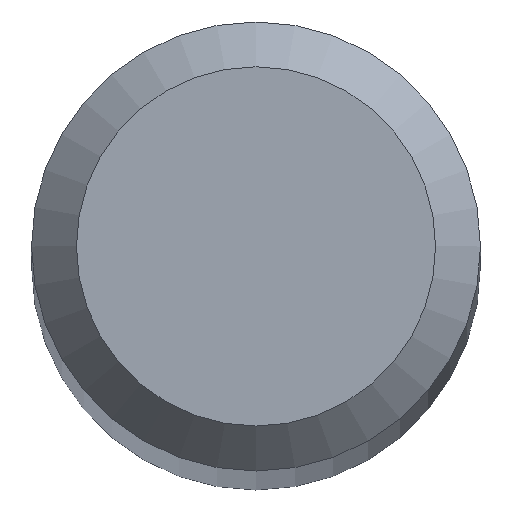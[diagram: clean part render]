
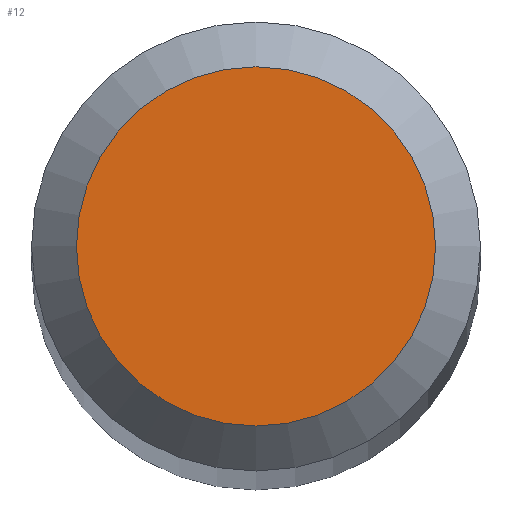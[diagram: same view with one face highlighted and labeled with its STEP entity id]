
A CAD part, top view. The second image highlights one B-rep face of the part: STEP entity #12.
In plain terms, the highlighted planar face has unit normal (0, 0, 1).
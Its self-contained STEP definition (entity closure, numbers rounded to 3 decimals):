
#5 = FACE_OUTER_BOUND ( 'NONE', #9, .T. ) ;
#9 = EDGE_LOOP ( 'NONE', ( #91 ) ) ;
#12 = ADVANCED_FACE ( 'NONE', ( #5 ), #134, .F. ) ;
#23 = DIRECTION ( 'NONE',  ( 0., 1., 0. ) ) ;
#24 = DIRECTION ( 'NONE',  ( 0., 0., -1. ) ) ;
#47 = VERTEX_POINT ( 'NONE', #202 ) ;
#54 = CIRCLE ( 'NONE', #142, 0.4 ) ;
#91 = ORIENTED_EDGE ( 'NONE', *, *, #154, .F. ) ;
#134 = PLANE ( 'NONE',  #146 ) ;
#142 = AXIS2_PLACEMENT_3D ( 'NONE', #219, #215, #163 ) ;
#146 = AXIS2_PLACEMENT_3D ( 'NONE', #164, #24, #23 ) ;
#154 = EDGE_CURVE ( 'NONE', #47, #47, #54, .T. ) ;
#163 = DIRECTION ( 'NONE',  ( 0., 1., 0. ) ) ;
#164 = CARTESIAN_POINT ( 'NONE',  ( 0., 0., 30. ) ) ;
#202 = CARTESIAN_POINT ( 'NONE',  ( 0., 0.4, 30. ) ) ;
#215 = DIRECTION ( 'NONE',  ( 0., 0., -1. ) ) ;
#219 = CARTESIAN_POINT ( 'NONE',  ( 0., 0., 30. ) ) ;
